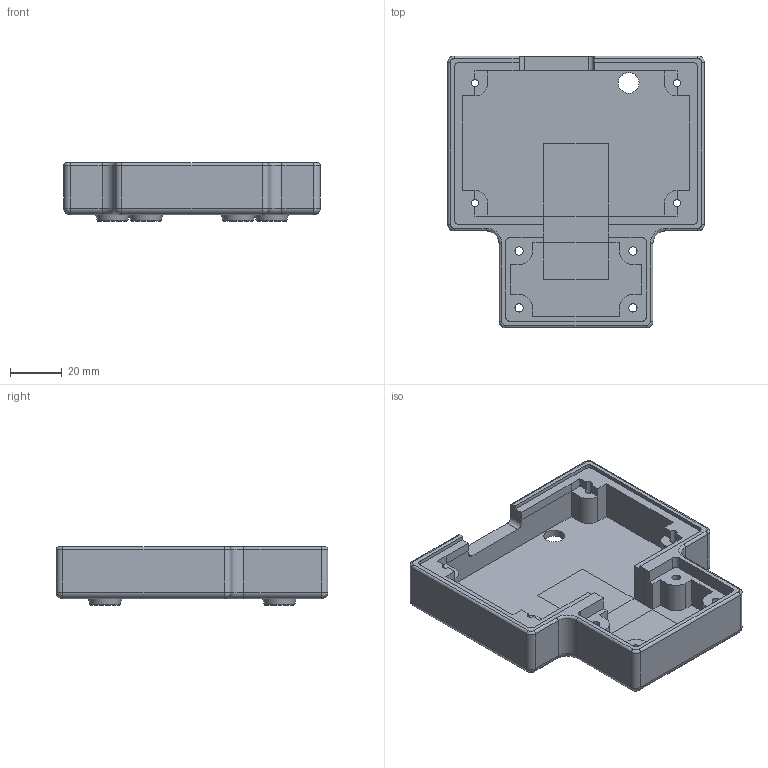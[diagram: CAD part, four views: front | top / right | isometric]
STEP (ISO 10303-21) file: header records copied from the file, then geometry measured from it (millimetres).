
FILE_DESCRIPTION(('FreeCAD Model'),'2;1');
FILE_NAME('Open CASCADE Shape Model','2024-12-20T12:17:20',('Author'),( ''),'Open CASCADE STEP processor 7.6','FreeCAD','Unknown');
FILE_SCHEMA(('AUTOMOTIVE_DESIGN { 1 0 10303 214 1 1 1 1 }'));
Length unit declared in the file: millimetre
Products named in the file (1): AltFootFillet
Bounding box: 99.22 x 105.1 x 22.5 mm (x, y, z)
Volume: 69443.4 mm3; surface area: 33521.8 mm2
Topology: 1 solids, 1 shells, 586 faces, 1610 edges, 1050 vertices
Faces by surface type: extrusion 305, plane 205, cylinder 52, torus 14, sphere 6, cone 4
Full cylindrical faces by diameter (mm): 2.75 x4, 3.2 x4, 8 x1
Entity records: 18886 total; most frequent: CARTESIAN_POINT 5075, ORIENTED_EDGE 3208, DIRECTION 1997, EDGE_CURVE 1604, VECTOR 1157, VERTEX_POINT 1050, B_SPLINE_CURVE_WITH_KNOTS 919, LINE 852
